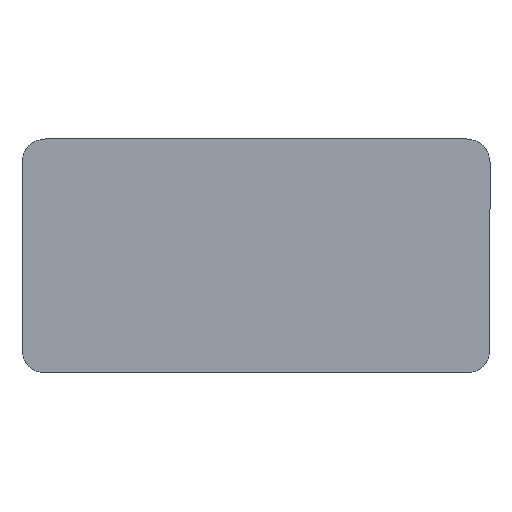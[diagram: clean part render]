
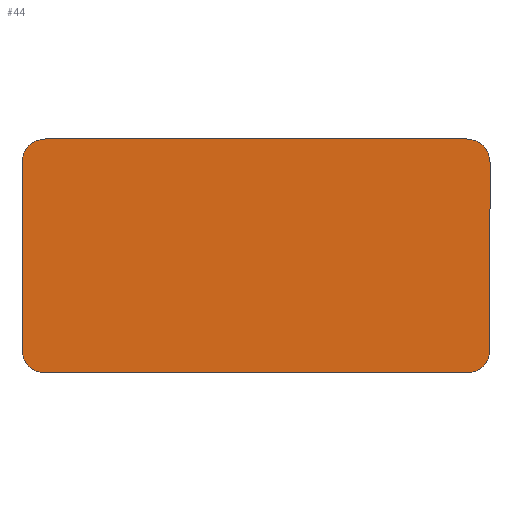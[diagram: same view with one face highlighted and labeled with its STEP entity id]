
A CAD part, front view. The second image highlights one B-rep face of the part: STEP entity #44.
In plain terms, the highlighted planar face has unit normal (0, -1, 0).
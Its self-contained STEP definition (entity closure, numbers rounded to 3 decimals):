
#7 = CARTESIAN_POINT ( 'NONE',  ( -25., 0., -10. ) ) ;
#27 = DIRECTION ( 'NONE',  ( 0., 0., 1. ) ) ;
#29 = VECTOR ( 'NONE', #193, 1000. ) ;
#36 = DIRECTION ( 'NONE',  ( 0., 1., 0. ) ) ;
#40 = CARTESIAN_POINT ( 'NONE',  ( 25., 0., -12.5 ) ) ;
#43 = CARTESIAN_POINT ( 'NONE',  ( -22.5, 0., -12.5 ) ) ;
#44 = ADVANCED_FACE ( 'NONE', ( #145 ), #254, .F. ) ;
#45 = VECTOR ( 'NONE', #301, 1000. ) ;
#55 = ORIENTED_EDGE ( 'NONE', *, *, #144, .F. ) ;
#61 = CARTESIAN_POINT ( 'NONE',  ( 22.5, 0., 12.5 ) ) ;
#62 = AXIS2_PLACEMENT_3D ( 'NONE', #307, #409, #27 ) ;
#73 = DIRECTION ( 'NONE',  ( 0., -1., 0. ) ) ;
#74 = VERTEX_POINT ( 'NONE', #152 ) ;
#78 = EDGE_CURVE ( 'NONE', #396, #91, #108, .T. ) ;
#84 = ORIENTED_EDGE ( 'NONE', *, *, #337, .T. ) ;
#89 = VERTEX_POINT ( 'NONE', #255 ) ;
#91 = VERTEX_POINT ( 'NONE', #220 ) ;
#92 = CARTESIAN_POINT ( 'NONE',  ( 22.5, 0., -12.5 ) ) ;
#93 = EDGE_CURVE ( 'NONE', #74, #89, #249, .T. ) ;
#106 = VERTEX_POINT ( 'NONE', #7 ) ;
#108 = CIRCLE ( 'NONE', #361, 2.5 ) ;
#118 = DIRECTION ( 'NONE',  ( 0., 0., -1. ) ) ;
#123 = VECTOR ( 'NONE', #136, 1000. ) ;
#125 = CARTESIAN_POINT ( 'NONE',  ( -25., 0., 12.5 ) ) ;
#131 = LINE ( 'NONE', #125, #29 ) ;
#132 = CIRCLE ( 'NONE', #381, 2.5 ) ;
#136 = DIRECTION ( 'NONE',  ( -1., 0., 0. ) ) ;
#138 = DIRECTION ( 'NONE',  ( 0., -1., 0. ) ) ;
#144 = EDGE_CURVE ( 'NONE', #396, #399, #131, .T. ) ;
#145 = FACE_OUTER_BOUND ( 'NONE', #336, .T. ) ;
#146 = CARTESIAN_POINT ( 'NONE',  ( -22.5, 0., -10. ) ) ;
#151 = ORIENTED_EDGE ( 'NONE', *, *, #393, .T. ) ;
#152 = CARTESIAN_POINT ( 'NONE',  ( 25., 0., 10. ) ) ;
#157 = ORIENTED_EDGE ( 'NONE', *, *, #356, .F. ) ;
#187 = DIRECTION ( 'NONE',  ( 0., 0., 1. ) ) ;
#193 = DIRECTION ( 'NONE',  ( 1., 0., 0. ) ) ;
#196 = EDGE_CURVE ( 'NONE', #106, #91, #270, .T. ) ;
#220 = CARTESIAN_POINT ( 'NONE',  ( -25., 0., 10. ) ) ;
#222 = CARTESIAN_POINT ( 'NONE',  ( -22.5, 0., 10. ) ) ;
#225 = CIRCLE ( 'NONE', #62, 2.5 ) ;
#227 = VERTEX_POINT ( 'NONE', #92 ) ;
#231 = AXIS2_PLACEMENT_3D ( 'NONE', #312, #138, #376 ) ;
#238 = CARTESIAN_POINT ( 'NONE',  ( -25., 0., -12.5 ) ) ;
#240 = CARTESIAN_POINT ( 'NONE',  ( -22.5, 0., 12.5 ) ) ;
#249 = LINE ( 'NONE', #40, #347 ) ;
#254 = PLANE ( 'NONE',  #309 ) ;
#255 = CARTESIAN_POINT ( 'NONE',  ( 25., 0., -10. ) ) ;
#270 = LINE ( 'NONE', #238, #45 ) ;
#290 = ORIENTED_EDGE ( 'NONE', *, *, #441, .T. ) ;
#291 = DIRECTION ( 'NONE',  ( 0., 0., 1. ) ) ;
#301 = DIRECTION ( 'NONE',  ( 0., 0., 1. ) ) ;
#307 = CARTESIAN_POINT ( 'NONE',  ( 22.5, 0., -10. ) ) ;
#309 = AXIS2_PLACEMENT_3D ( 'NONE', #317, #36, #349 ) ;
#312 = CARTESIAN_POINT ( 'NONE',  ( 22.5, 0., 10. ) ) ;
#317 = CARTESIAN_POINT ( 'NONE',  ( 0., 0., 0. ) ) ;
#336 = EDGE_LOOP ( 'NONE', ( #438, #290, #157, #151, #340, #84, #55, #366 ) ) ;
#337 = EDGE_CURVE ( 'NONE', #74, #399, #427, .T. ) ;
#340 = ORIENTED_EDGE ( 'NONE', *, *, #93, .F. ) ;
#347 = VECTOR ( 'NONE', #118, 1000. ) ;
#349 = DIRECTION ( 'NONE',  ( 0., 0., 1. ) ) ;
#355 = DIRECTION ( 'NONE',  ( 0., -1., 0. ) ) ;
#356 = EDGE_CURVE ( 'NONE', #227, #447, #374, .T. ) ;
#361 = AXIS2_PLACEMENT_3D ( 'NONE', #222, #73, #291 ) ;
#366 = ORIENTED_EDGE ( 'NONE', *, *, #78, .T. ) ;
#374 = LINE ( 'NONE', #454, #123 ) ;
#376 = DIRECTION ( 'NONE',  ( 0., 0., 1. ) ) ;
#381 = AXIS2_PLACEMENT_3D ( 'NONE', #146, #355, #187 ) ;
#393 = EDGE_CURVE ( 'NONE', #227, #89, #225, .T. ) ;
#396 = VERTEX_POINT ( 'NONE', #240 ) ;
#399 = VERTEX_POINT ( 'NONE', #61 ) ;
#409 = DIRECTION ( 'NONE',  ( 0., -1., 0. ) ) ;
#427 = CIRCLE ( 'NONE', #231, 2.5 ) ;
#438 = ORIENTED_EDGE ( 'NONE', *, *, #196, .F. ) ;
#441 = EDGE_CURVE ( 'NONE', #106, #447, #132, .T. ) ;
#447 = VERTEX_POINT ( 'NONE', #43 ) ;
#454 = CARTESIAN_POINT ( 'NONE',  ( -25., 0., -12.5 ) ) ;
